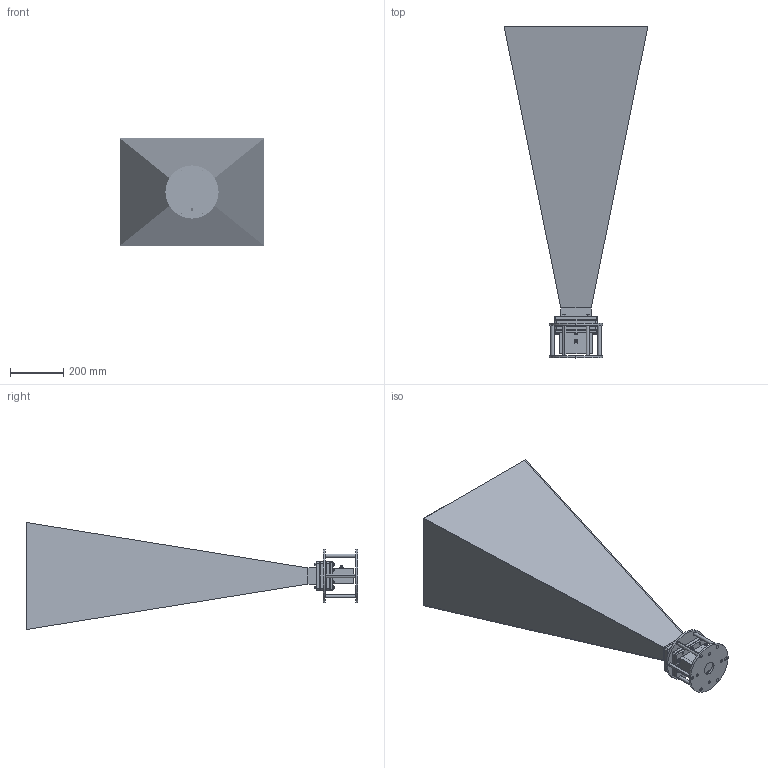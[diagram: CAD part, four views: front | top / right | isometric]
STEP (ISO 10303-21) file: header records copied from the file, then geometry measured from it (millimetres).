
FILE_DESCRIPTION (( 'STEP AP214' ), '1' );
FILE_NAME ('FM1WAN430-20SF_3D.step', '2024-03-07T00:19:59', ( '' ), ( '' ), 'SwSTEP 2.0', 'SolidWorks 2022', '' );
FILE_SCHEMA (( 'AUTOMOTIVE_DESIGN' ));
Length unit declared in the file: inch
Products named in the file (12): Copy of FMWAN430-MNT_STDF RND M4 FEM, 8OD X 64LG^FMWAN430-MNT; FMWAN430-MNT; 1-4-20HN_94846A029; FMW430S001-1.5; FM1WAN430-20SF_3D; Copy of FMWAN430-MNT_UPR PLT^FMWAN430-MNT; 1-4-LW; 1-4-20SH-HXx1.25_92196A544; Copy of FMWAN430-MNT_LWR PLT^FMWAN430-MNT; 1-4-20SH-HXx1.25_2_92196A544; FMWAN430-20; FMWCA9835
Assembly tree (45 placements, depth 3):
  FM1WAN430-20SF_3D
    FMWAN430-MNT
      Copy of FMWAN430-MNT_UPR PLT^FMWAN430-MNT
      Copy of FMWAN430-MNT_STDF RND M4 FEM, 8OD X 64LG^FMWAN430-MNT  x6
      Copy of FMWAN430-MNT_LWR PLT^FMWAN430-MNT
    FMWAN430-20
    FMW430S001-1.5
    1-4-20SH-HXx1.25_2_92196A544  x4
    1-4-20HN_94846A029  x11
    1-4-LW  x11
    1-4-20SH-HXx1.25_92196A544  x7
    FMWCA9835
Bounding box: 540.21 x 1247.7 x 402.33 mm (x, y, z)
Volume: 4756563.7 mm3; surface area: 2792512.8 mm2
Topology: 44 solids, 48 shells, 4715 faces, 11891 edges, 7313 vertices
Faces by surface type: plane 1758, cylinder 1710, cone 1155, bspline 90, torus 2
Entity records: 53666 total; most frequent: CARTESIAN_POINT 21789, ORIENTED_EDGE 7220, DIRECTION 5762, EDGE_CURVE 3610, VERTEX_POINT 2264, AXIS2_PLACEMENT_3D 2210, EDGE_LOOP 1570, ADVANCED_FACE 1397
